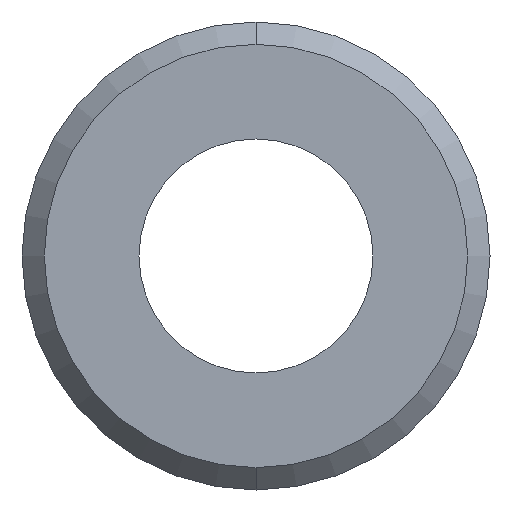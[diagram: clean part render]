
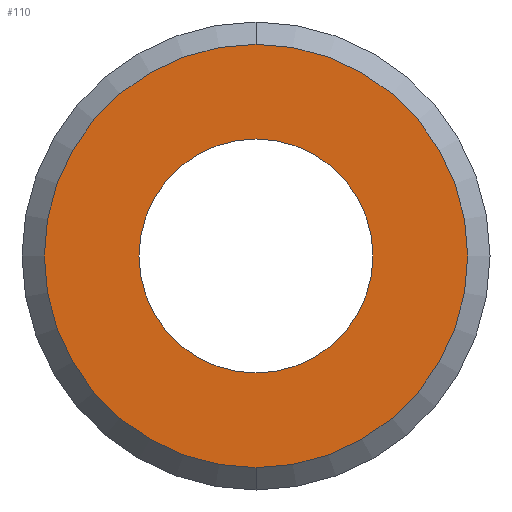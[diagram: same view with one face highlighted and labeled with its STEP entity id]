
A CAD part, front view. The second image highlights one B-rep face of the part: STEP entity #110.
In plain terms, the highlighted planar face has unit normal (0, -1, 0).
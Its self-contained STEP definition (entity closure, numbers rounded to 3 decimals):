
#4 = AXIS2_PLACEMENT_3D ( 'NONE', #149, #270, #274 ) ;
#8 = VERTEX_POINT ( 'NONE', #361 ) ;
#12 = DIRECTION ( 'NONE',  ( 0., -1., 0. ) ) ;
#15 = DIRECTION ( 'NONE',  ( 0., 0., 1. ) ) ;
#21 = CARTESIAN_POINT ( 'NONE',  ( 0., 0., 5.25 ) ) ;
#31 = VERTEX_POINT ( 'NONE', #340 ) ;
#35 = CARTESIAN_POINT ( 'NONE',  ( 0., 0., 0. ) ) ;
#54 = DIRECTION ( 'NONE',  ( 0., 0., 1. ) ) ;
#55 = EDGE_CURVE ( 'NONE', #31, #125, #98, .T. ) ;
#69 = ORIENTED_EDGE ( 'NONE', *, *, #359, .T. ) ;
#97 = AXIS2_PLACEMENT_3D ( 'NONE', #35, #265, #152 ) ;
#98 = CIRCLE ( 'NONE', #368, 9.5 ) ;
#106 = FACE_OUTER_BOUND ( 'NONE', #352, .T. ) ;
#110 = ADVANCED_FACE ( 'NONE', ( #106, #225 ), #312, .F. ) ;
#120 = ORIENTED_EDGE ( 'NONE', *, *, #55, .T. ) ;
#125 = VERTEX_POINT ( 'NONE', #196 ) ;
#130 = DIRECTION ( 'NONE',  ( 0., 0., 1. ) ) ;
#149 = CARTESIAN_POINT ( 'NONE',  ( 0., 0., 0. ) ) ;
#152 = DIRECTION ( 'NONE',  ( 0., 0., 1. ) ) ;
#158 = CARTESIAN_POINT ( 'NONE',  ( 0., 0., 0. ) ) ;
#161 = EDGE_CURVE ( 'NONE', #180, #8, #378, .T. ) ;
#166 = CARTESIAN_POINT ( 'NONE',  ( 0., 0., 0. ) ) ;
#180 = VERTEX_POINT ( 'NONE', #21 ) ;
#183 = ORIENTED_EDGE ( 'NONE', *, *, #161, .T. ) ;
#196 = CARTESIAN_POINT ( 'NONE',  ( 0., 0., 9.5 ) ) ;
#225 = FACE_BOUND ( 'NONE', #275, .T. ) ;
#238 = AXIS2_PLACEMENT_3D ( 'NONE', #166, #256, #54 ) ;
#242 = ORIENTED_EDGE ( 'NONE', *, *, #324, .T. ) ;
#256 = DIRECTION ( 'NONE',  ( 0., 1., 0. ) ) ;
#260 = CIRCLE ( 'NONE', #97, 9.5 ) ;
#265 = DIRECTION ( 'NONE',  ( 0., -1., 0. ) ) ;
#270 = DIRECTION ( 'NONE',  ( 0., 1., 0. ) ) ;
#274 = DIRECTION ( 'NONE',  ( 0., 0., 1. ) ) ;
#275 = EDGE_LOOP ( 'NONE', ( #183, #242 ) ) ;
#287 = AXIS2_PLACEMENT_3D ( 'NONE', #338, #311, #15 ) ;
#308 = CIRCLE ( 'NONE', #4, 5.25 ) ;
#311 = DIRECTION ( 'NONE',  ( 0., 1., 0. ) ) ;
#312 = PLANE ( 'NONE',  #287 ) ;
#324 = EDGE_CURVE ( 'NONE', #8, #180, #308, .T. ) ;
#338 = CARTESIAN_POINT ( 'NONE',  ( 0., 0., 0. ) ) ;
#340 = CARTESIAN_POINT ( 'NONE',  ( 0., 0., -9.5 ) ) ;
#352 = EDGE_LOOP ( 'NONE', ( #69, #120 ) ) ;
#359 = EDGE_CURVE ( 'NONE', #125, #31, #260, .T. ) ;
#361 = CARTESIAN_POINT ( 'NONE',  ( 0., 0., -5.25 ) ) ;
#368 = AXIS2_PLACEMENT_3D ( 'NONE', #158, #12, #130 ) ;
#378 = CIRCLE ( 'NONE', #238, 5.25 ) ;
